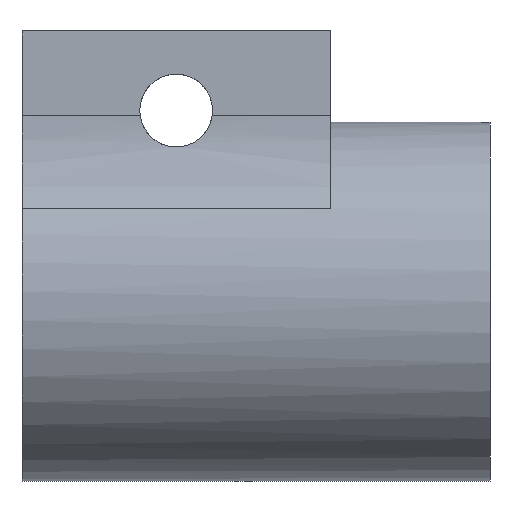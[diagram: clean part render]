
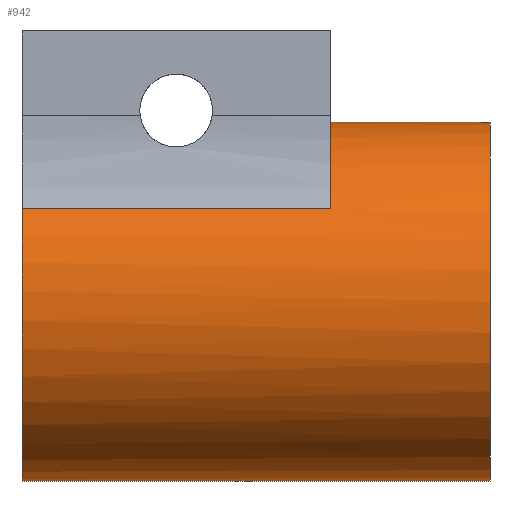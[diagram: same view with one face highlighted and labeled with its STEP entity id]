
A CAD part, left-side view. The second image highlights one B-rep face of the part: STEP entity #942.
In plain terms, the highlighted cylindrical face has radius 6.35 mm (diameter 12.7 mm), a partial arc.
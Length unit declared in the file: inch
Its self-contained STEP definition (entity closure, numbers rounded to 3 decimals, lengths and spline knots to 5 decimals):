
#49 = CARTESIAN_POINT ( 'NONE',  ( 0., 0.6525, -0.25 ) ) ;
#63 = CIRCLE ( 'NONE', #2250, 0.25 ) ;
#101 = AXIS2_PLACEMENT_3D ( 'NONE', #2876, #1002, #3186 ) ;
#195 = ORIENTED_EDGE ( 'NONE', *, *, #328, .T. ) ;
#218 = LINE ( 'NONE', #3928, #2555 ) ;
#276 = EDGE_CURVE ( 'NONE', #402, #1639, #218, .T. ) ;
#320 = DIRECTION ( 'NONE',  ( 0., -1., 0. ) ) ;
#328 = EDGE_CURVE ( 'NONE', #1284, #4041, #1629, .T. ) ;
#343 = CARTESIAN_POINT ( 'NONE',  ( 0., 0.6525, 0. ) ) ;
#402 = VERTEX_POINT ( 'NONE', #3811 ) ;
#508 = CARTESIAN_POINT ( 'NONE',  ( 0., 0.2225, 0.25 ) ) ;
#712 = CARTESIAN_POINT ( 'NONE',  ( 0., 0., -0.25 ) ) ;
#761 = DIRECTION ( 'NONE',  ( 0., 1., 0. ) ) ;
#942 = ADVANCED_FACE ( 'NONE', ( #1200 ), #2780, .T. ) ;
#994 = VERTEX_POINT ( 'NONE', #2301 ) ;
#1002 = DIRECTION ( 'NONE',  ( 0., 1., 0. ) ) ;
#1012 = DIRECTION ( 'NONE',  ( 0., 1., 0. ) ) ;
#1051 = ORIENTED_EDGE ( 'NONE', *, *, #276, .T. ) ;
#1137 = EDGE_CURVE ( 'NONE', #402, #2332, #1541, .T. ) ;
#1200 = FACE_OUTER_BOUND ( 'NONE', #3009, .T. ) ;
#1247 = AXIS2_PLACEMENT_3D ( 'NONE', #2652, #761, #2956 ) ;
#1284 = VERTEX_POINT ( 'NONE', #49 ) ;
#1370 = DIRECTION ( 'NONE',  ( 0., 1., 0. ) ) ;
#1451 = ORIENTED_EDGE ( 'NONE', *, *, #2409, .F. ) ;
#1541 = CIRCLE ( 'NONE', #1247, 0.25 ) ;
#1629 = LINE ( 'NONE', #2229, #3295 ) ;
#1639 = VERTEX_POINT ( 'NONE', #3709 ) ;
#2049 = ORIENTED_EDGE ( 'NONE', *, *, #3101, .F. ) ;
#2054 = DIRECTION ( 'NONE',  ( 0., 1., 0. ) ) ;
#2167 = VERTEX_POINT ( 'NONE', #508 ) ;
#2229 = CARTESIAN_POINT ( 'NONE',  ( 0., 0.6525, -0.25 ) ) ;
#2250 = AXIS2_PLACEMENT_3D ( 'NONE', #2890, #1012, #3196 ) ;
#2256 = DIRECTION ( 'NONE',  ( 0., 0., -1. ) ) ;
#2291 = EDGE_CURVE ( 'NONE', #4041, #994, #63, .T. ) ;
#2301 = CARTESIAN_POINT ( 'NONE',  ( 0., 0., 0.25 ) ) ;
#2332 = VERTEX_POINT ( 'NONE', #3516 ) ;
#2350 = VECTOR ( 'NONE', #3155, 39.37008 ) ;
#2409 = EDGE_CURVE ( 'NONE', #2332, #2167, #3059, .T. ) ;
#2555 = VECTOR ( 'NONE', #2054, 39.37008 ) ;
#2563 = DIRECTION ( 'NONE',  ( 0., -1., 0. ) ) ;
#2628 = EDGE_CURVE ( 'NONE', #2167, #994, #4003, .T. ) ;
#2652 = CARTESIAN_POINT ( 'NONE',  ( 0., 0.2225, 0. ) ) ;
#2672 = AXIS2_PLACEMENT_3D ( 'NONE', #3240, #1370, #3557 ) ;
#2707 = ORIENTED_EDGE ( 'NONE', *, *, #2628, .F. ) ;
#2780 = CYLINDRICAL_SURFACE ( 'NONE', #3638, 0.25 ) ;
#2876 = CARTESIAN_POINT ( 'NONE',  ( 0., 0.6525, 0. ) ) ;
#2890 = CARTESIAN_POINT ( 'NONE',  ( 0., 0., 0. ) ) ;
#2922 = ORIENTED_EDGE ( 'NONE', *, *, #1137, .F. ) ;
#2956 = DIRECTION ( 'NONE',  ( 0., 0., 1. ) ) ;
#3009 = EDGE_LOOP ( 'NONE', ( #2707, #1451, #2922, #1051, #2049, #195, #3198 ) ) ;
#3059 = CIRCLE ( 'NONE', #2672, 0.25 ) ;
#3060 = CIRCLE ( 'NONE', #101, 0.25 ) ;
#3101 = EDGE_CURVE ( 'NONE', #1284, #1639, #3060, .T. ) ;
#3155 = DIRECTION ( 'NONE',  ( 0., -1., 0. ) ) ;
#3186 = DIRECTION ( 'NONE',  ( 0., 0., 1. ) ) ;
#3196 = DIRECTION ( 'NONE',  ( 0., 0., 1. ) ) ;
#3198 = ORIENTED_EDGE ( 'NONE', *, *, #2291, .T. ) ;
#3240 = CARTESIAN_POINT ( 'NONE',  ( 0., 0.2225, 0. ) ) ;
#3295 = VECTOR ( 'NONE', #320, 39.37008 ) ;
#3516 = CARTESIAN_POINT ( 'NONE',  ( -0.0275, 0.2225, 0.24848 ) ) ;
#3557 = DIRECTION ( 'NONE',  ( 0., 0., 1. ) ) ;
#3638 = AXIS2_PLACEMENT_3D ( 'NONE', #343, #2563, #2256 ) ;
#3709 = CARTESIAN_POINT ( 'NONE',  ( -0.21375, 0.6525, 0.12966 ) ) ;
#3804 = CARTESIAN_POINT ( 'NONE',  ( 0., 0.6525, 0.25 ) ) ;
#3811 = CARTESIAN_POINT ( 'NONE',  ( -0.21375, 0.2225, 0.12966 ) ) ;
#3928 = CARTESIAN_POINT ( 'NONE',  ( -0.21375, 0.6525, 0.12966 ) ) ;
#4003 = LINE ( 'NONE', #3804, #2350 ) ;
#4041 = VERTEX_POINT ( 'NONE', #712 ) ;
